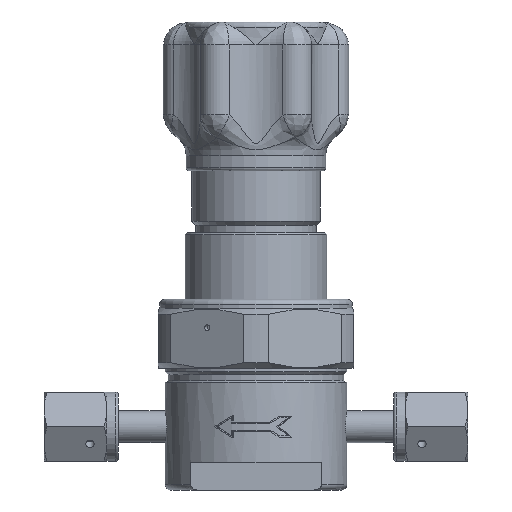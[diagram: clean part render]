
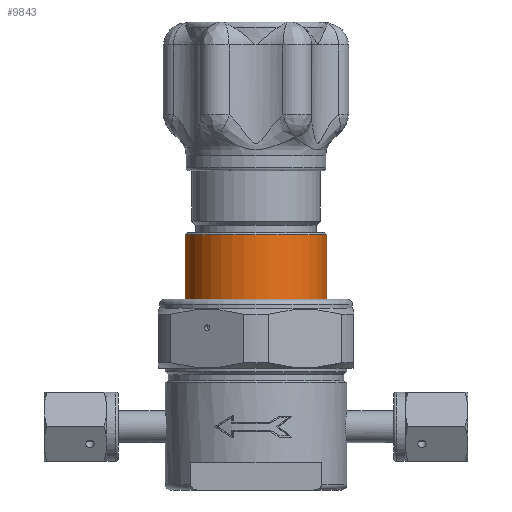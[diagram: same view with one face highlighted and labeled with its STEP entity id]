
A CAD part, front view. The second image highlights one B-rep face of the part: STEP entity #9843.
In plain terms, the highlighted cylindrical face has radius 19.558 mm (diameter 39.116 mm), a full revolution.
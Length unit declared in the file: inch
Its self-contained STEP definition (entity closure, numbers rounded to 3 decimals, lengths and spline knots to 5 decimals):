
#1435=LINE('',#21757,#2189);
#2189=VECTOR('',#13042,0.77);
#2306=FACE_BOUND('',#4038,.T.);
#2647=CIRCLE('',#10656,0.77);
#2657=CIRCLE('',#10673,0.77);
#2658=CIRCLE('',#10674,0.77);
#3451=FACE_OUTER_BOUND('',#4037,.T.);
#4037=EDGE_LOOP('',(#9203,#9204,#9205,#9206,#9207));
#4038=EDGE_LOOP('',(#9208,#9209));
#4227=B_SPLINE_CURVE_WITH_KNOTS('',3,(#21715,#21716,#21717,#21718,#21719,
#21720,#21721,#21722,#21723,#21724,#21725,#21726,#21727,#21728,#21729,#21730,
#21731,#21732,#21733),.UNSPECIFIED.,.F.,.F.,(4,2,2,2,3,2,2,2,4),(2.70604,
2.9353,3.16457,3.38631,3.60805,3.8298,
4.05154,4.2808,4.51006),.UNSPECIFIED.);
#4228=B_SPLINE_CURVE_WITH_KNOTS('',3,(#21734,#21735,#21736,#21737,#21738,
#21739,#21740,#21741,#21742,#21743,#21744,#21745,#21746,#21747,#21748,#21749,
#21750,#21751),.UNSPECIFIED.,.F.,.F.,(4,2,2,2,2,2,2,2,4),(4.51006,
4.73933,4.96859,5.19033,5.41208,5.63382,
5.85556,6.08483,6.31409),.UNSPECIFIED.);
#5123=VERTEX_POINT('',#21685);
#5132=VERTEX_POINT('',#21712);
#5133=VERTEX_POINT('',#21714);
#5135=VERTEX_POINT('',#21756);
#5136=VERTEX_POINT('',#21758);
#6477=EDGE_CURVE('',#5123,#5123,#2647,.T.);
#6491=EDGE_CURVE('',#5133,#5132,#4227,.T.);
#6492=EDGE_CURVE('',#5132,#5133,#4228,.T.);
#6494=EDGE_CURVE('',#5123,#5135,#1435,.T.);
#6495=EDGE_CURVE('',#5136,#5135,#2657,.T.);
#6496=EDGE_CURVE('',#5135,#5136,#2658,.T.);
#9203=ORIENTED_EDGE('',*,*,#6477,.T.);
#9204=ORIENTED_EDGE('',*,*,#6494,.T.);
#9205=ORIENTED_EDGE('',*,*,#6495,.F.);
#9206=ORIENTED_EDGE('',*,*,#6496,.F.);
#9207=ORIENTED_EDGE('',*,*,#6494,.F.);
#9208=ORIENTED_EDGE('',*,*,#6491,.T.);
#9209=ORIENTED_EDGE('',*,*,#6492,.T.);
#9327=CYLINDRICAL_SURFACE('',#10672,0.77);
#9843=ADVANCED_FACE('',(#3451,#2306),#9327,.T.);
#10656=AXIS2_PLACEMENT_3D('',#21686,#13003,#13004);
#10672=AXIS2_PLACEMENT_3D('',#21755,#13040,#13041);
#10673=AXIS2_PLACEMENT_3D('',#21759,#13043,#13044);
#10674=AXIS2_PLACEMENT_3D('',#21760,#13045,#13046);
#13003=DIRECTION('center_axis',(0.,0.,1.));
#13004=DIRECTION('ref_axis',(0.,1.,0.));
#13040=DIRECTION('center_axis',(0.,0.,
-1.));
#13041=DIRECTION('ref_axis',(0.,1.,0.));
#13042=DIRECTION('',(0.,0.,1.));
#13043=DIRECTION('center_axis',(0.,0.,
1.));
#13044=DIRECTION('ref_axis',(0.,-1.,0.));
#13045=DIRECTION('center_axis',(0.,0.,
1.));
#13046=DIRECTION('ref_axis',(0.,-1.,0.));
#21685=CARTESIAN_POINT('',(0.,-0.77,0.254));
#21686=CARTESIAN_POINT('Origin',(0.,0.,
0.254));
#21712=CARTESIAN_POINT('',(0.,0.77,0.423));
#21714=CARTESIAN_POINT('',(0.,0.77,0.923));
#21715=CARTESIAN_POINT('Ctrl Pts',(0.,0.77,0.923));
#21716=CARTESIAN_POINT('Ctrl Pts',(-0.03009,0.77,0.923));
#21717=CARTESIAN_POINT('Ctrl Pts',(-0.06138,0.76806,
0.91537));
#21718=CARTESIAN_POINT('Ctrl Pts',(-0.11718,0.76155,
0.88652));
#21719=CARTESIAN_POINT('Ctrl Pts',(-0.14172,0.75709,
0.86535));
#21720=CARTESIAN_POINT('Ctrl Pts',(-0.17851,0.74925,
0.81965));
#21721=CARTESIAN_POINT('Ctrl Pts',(-0.19369,0.74531,
0.79218));
#21722=CARTESIAN_POINT('Ctrl Pts',(-0.21363,0.73984,
0.73341));
#21723=CARTESIAN_POINT('Ctrl Pts',(-0.21838,0.73838,0.7021));
#21724=CARTESIAN_POINT('Ctrl Pts',(-0.21838,0.73838,0.673));
#21725=CARTESIAN_POINT('Ctrl Pts',(-0.21838,0.73838,0.6439));
#21726=CARTESIAN_POINT('Ctrl Pts',(-0.21363,0.73984,
0.61259));
#21727=CARTESIAN_POINT('Ctrl Pts',(-0.19369,0.74531,
0.55382));
#21728=CARTESIAN_POINT('Ctrl Pts',(-0.17851,0.74925,
0.52635));
#21729=CARTESIAN_POINT('Ctrl Pts',(-0.14172,0.75709,
0.48065));
#21730=CARTESIAN_POINT('Ctrl Pts',(-0.11718,0.76155,
0.45948));
#21731=CARTESIAN_POINT('Ctrl Pts',(-0.06138,0.76806,
0.43063));
#21732=CARTESIAN_POINT('Ctrl Pts',(-0.03009,0.77,0.423));
#21733=CARTESIAN_POINT('Ctrl Pts',(0.,0.77,0.423));
#21734=CARTESIAN_POINT('Ctrl Pts',(0.,0.77,0.423));
#21735=CARTESIAN_POINT('Ctrl Pts',(0.03009,0.77,0.423));
#21736=CARTESIAN_POINT('Ctrl Pts',(0.06138,0.76806,
0.43063));
#21737=CARTESIAN_POINT('Ctrl Pts',(0.11718,0.76155,
0.45948));
#21738=CARTESIAN_POINT('Ctrl Pts',(0.14172,0.75709,0.48065));
#21739=CARTESIAN_POINT('Ctrl Pts',(0.17851,0.74925,0.52635));
#21740=CARTESIAN_POINT('Ctrl Pts',(0.19369,0.74531,0.55382));
#21741=CARTESIAN_POINT('Ctrl Pts',(0.21363,0.73984,0.61259));
#21742=CARTESIAN_POINT('Ctrl Pts',(0.21838,0.73838,0.6439));
#21743=CARTESIAN_POINT('Ctrl Pts',(0.21838,0.73838,0.7021));
#21744=CARTESIAN_POINT('Ctrl Pts',(0.21363,0.73984,0.73341));
#21745=CARTESIAN_POINT('Ctrl Pts',(0.19369,0.74531,0.79218));
#21746=CARTESIAN_POINT('Ctrl Pts',(0.17851,0.74925,0.81965));
#21747=CARTESIAN_POINT('Ctrl Pts',(0.14172,0.75709,0.86535));
#21748=CARTESIAN_POINT('Ctrl Pts',(0.11718,0.76155,
0.88652));
#21749=CARTESIAN_POINT('Ctrl Pts',(0.06138,0.76806,
0.91537));
#21750=CARTESIAN_POINT('Ctrl Pts',(0.03009,0.77,0.923));
#21751=CARTESIAN_POINT('Ctrl Pts',(0.,0.77,0.923));
#21755=CARTESIAN_POINT('Origin',(0.,0.,
0.5515));
#21756=CARTESIAN_POINT('',(0.,-0.77,0.959));
#21757=CARTESIAN_POINT('',(0.,-0.77,0.5515));
#21758=CARTESIAN_POINT('',(0.,0.77,0.959));
#21759=CARTESIAN_POINT('Origin',(0.,0.,
0.959));
#21760=CARTESIAN_POINT('Origin',(0.,0.,
0.959));
